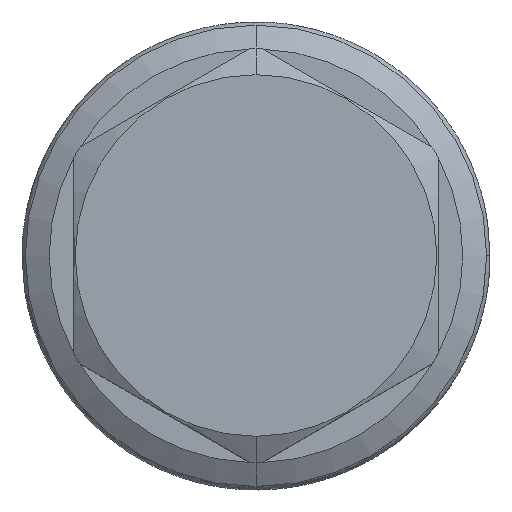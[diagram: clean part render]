
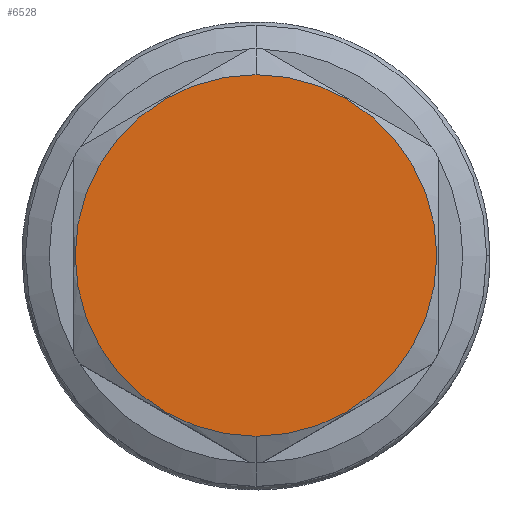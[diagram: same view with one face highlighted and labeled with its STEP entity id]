
A CAD part, top view. The second image highlights one B-rep face of the part: STEP entity #6528.
In plain terms, the highlighted planar face has unit normal (0, 0, 1).
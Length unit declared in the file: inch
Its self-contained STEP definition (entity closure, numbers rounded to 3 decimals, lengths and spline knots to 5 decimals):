
#3201=CARTESIAN_POINT('',(0.,0.,4.811));
#3202=DIRECTION('',(0.,0.,1.));
#3203=DIRECTION('',(0.,-1.,0.));
#3204=AXIS2_PLACEMENT_3D('',#3201,#3202,#3203);
#3206=CARTESIAN_POINT('',(0.,0.,4.811));
#3207=DIRECTION('',(0.,0.,1.));
#3208=DIRECTION('',(0.,1.,0.));
#3209=AXIS2_PLACEMENT_3D('',#3206,#3207,#3208);
#3347=CARTESIAN_POINT('',(0.,-0.807,4.811));
#3348=CARTESIAN_POINT('',(0.,0.807,4.811));
#3349=VERTEX_POINT('',#3347);
#3350=VERTEX_POINT('',#3348);
#6519=CARTESIAN_POINT('',(0.,0.,4.811));
#6520=DIRECTION('',(0.,0.,1.));
#6521=DIRECTION('',(0.,1.,0.));
#6522=AXIS2_PLACEMENT_3D('',#6519,#6520,#6521);
#6523=PLANE('',#6522);
#6524=ORIENTED_EDGE('',*,*,#6289,.F.);
#6525=ORIENTED_EDGE('',*,*,#6510,.F.);
#6526=EDGE_LOOP('',(#6524,#6525));
#6527=FACE_OUTER_BOUND('',#6526,.F.);
#6528=ADVANCED_FACE('',(#6527),#6523,.T.);
#3205=CIRCLE('',#3204,0.807);
#3210=CIRCLE('',#3209,0.807);
#6289=EDGE_CURVE('',#3349,#3350,#3205,.T.);
#6510=EDGE_CURVE('',#3350,#3349,#3210,.T.);
